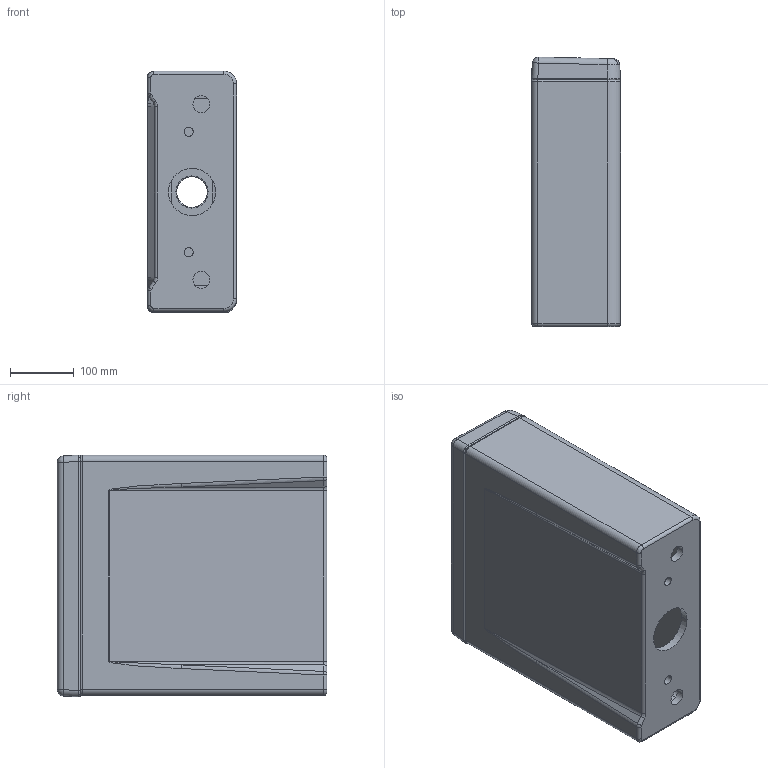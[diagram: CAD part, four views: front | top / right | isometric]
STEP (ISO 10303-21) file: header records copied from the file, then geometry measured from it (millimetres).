
FILE_DESCRIPTION (( 'STEP AP203' ), '1' );
FILE_NAME ('S27R308709.STEP', '2025-03-19T08:24:07', ( '' ), ( '' ), 'SwSTEP 2.0', 'SolidWorks 2021', '' );
FILE_SCHEMA (( 'CONFIG_CONTROL_DESIGN' ));
Length unit declared in the file: millimetre
Products named in the file (3): S27R308709; S27R308709_2_Predeterminado; S27R308709_1_Predeterminado
Assembly tree (2 placements, depth 2):
  S27R308709
    S27R308709_1_Predeterminado
    S27R308709_2_Predeterminado
Bounding box: 140.23 x 423.98 x 380.4 mm (x, y, z)
Volume: 6090105.3 mm3; surface area: 980703.4 mm2
Topology: 2 solids, 2 shells, 185 faces, 448 edges, 266 vertices
Faces by surface type: cylinder 87, plane 48, bspline 24, torus 20, sphere 6
Entity records: 6714 total; most frequent: CARTESIAN_POINT 2173, DIRECTION 915, ORIENTED_EDGE 890, EDGE_CURVE 445, AXIS2_PLACEMENT_3D 352, VERTEX_POINT 266, LINE 211, VECTOR 211
